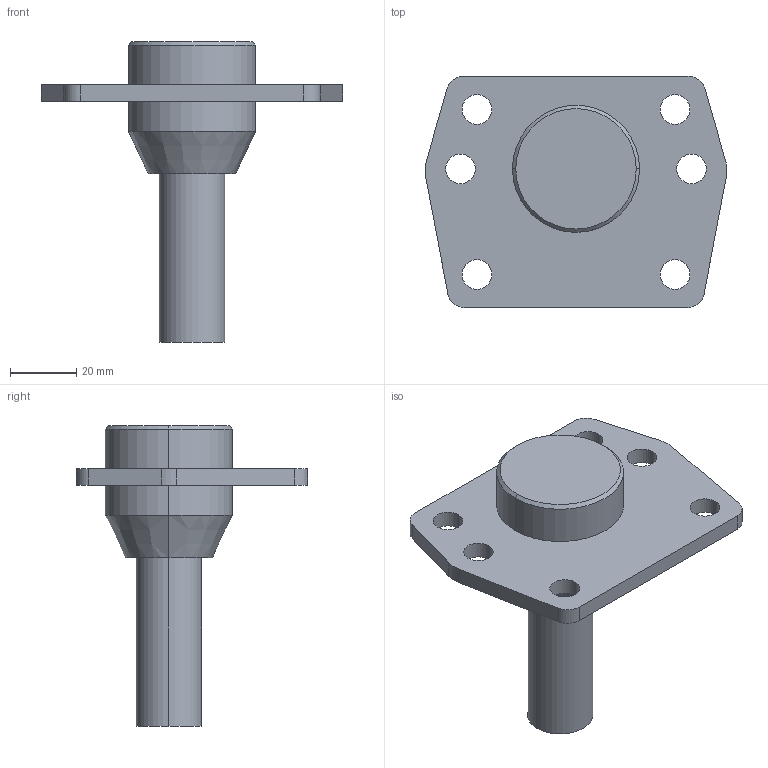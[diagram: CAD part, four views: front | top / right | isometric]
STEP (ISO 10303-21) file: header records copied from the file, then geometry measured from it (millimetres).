
FILE_DESCRIPTION (( 'STEP AP203' ), '1' );
FILE_NAME ('Pièce 2 M20X150 PAS DROIT step.STEP', '2022-12-28T09:31:02', ( '' ), ( '' ), 'SwSTEP 2.0', 'SolidWorks 2014', '' );
FILE_SCHEMA (( 'CONFIG_CONTROL_DESIGN' ));
Length unit declared in the file: millimetre
Products named in the file (1): Pièce 2 M20X150 PAS DROIT step
Bounding box: 91.46 x 70 x 91 mm (x, y, z)
Volume: 79631.6 mm3; surface area: 19886.3 mm2
Topology: 1 solids, 1 shells, 40 faces, 101 edges, 66 vertices
Faces by surface type: cylinder 25, plane 11, cone 4
Entity records: 1328 total; most frequent: DIRECTION 237, CARTESIAN_POINT 208, ORIENTED_EDGE 202, EDGE_CURVE 101, AXIS2_PLACEMENT_3D 95, VERTEX_POINT 66, EDGE_LOOP 55, CIRCLE 54
